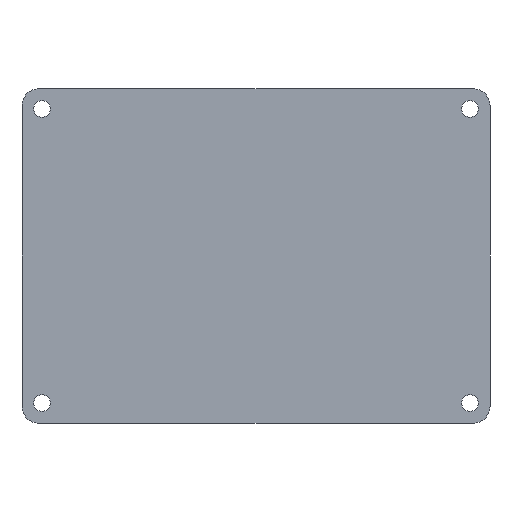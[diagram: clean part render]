
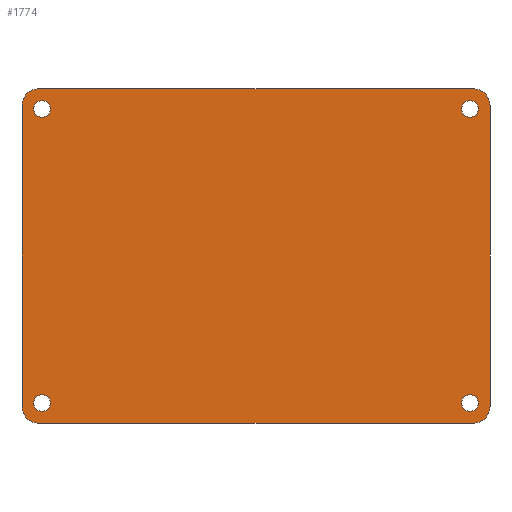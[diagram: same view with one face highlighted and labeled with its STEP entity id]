
A CAD part, front view. The second image highlights one B-rep face of the part: STEP entity #1774.
In plain terms, the highlighted planar face has unit normal (0, -1, 0).
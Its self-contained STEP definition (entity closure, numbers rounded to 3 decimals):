
#31=CIRCLE('',#1886,1.25);
#32=CIRCLE('',#1888,1.25);
#33=CIRCLE('',#1890,1.25);
#34=CIRCLE('',#1892,1.25);
#35=CIRCLE('',#1894,2.5);
#36=CIRCLE('',#1897,2.5);
#37=CIRCLE('',#1898,2.5);
#38=CIRCLE('',#1899,2.5);
#55=FACE_BOUND('',#260,.T.);
#56=FACE_BOUND('',#261,.T.);
#57=FACE_BOUND('',#262,.T.);
#58=FACE_BOUND('',#263,.T.);
#148=FACE_OUTER_BOUND('',#259,.T.);
#259=EDGE_LOOP('',(#1555,#1556,#1557,#1558,#1559,#1560,#1561,#1562));
#260=EDGE_LOOP('',(#1563));
#261=EDGE_LOOP('',(#1564));
#262=EDGE_LOOP('',(#1565));
#263=EDGE_LOOP('',(#1566));
#485=LINE('',#2825,#709);
#487=LINE('',#2829,#711);
#488=LINE('',#2833,#712);
#489=LINE('',#2837,#713);
#709=VECTOR('',#2324,10.);
#711=VECTOR('',#2328,10.);
#712=VECTOR('',#2331,10.);
#713=VECTOR('',#2334,10.);
#867=VERTEX_POINT('',#2802);
#868=VERTEX_POINT('',#2806);
#869=VERTEX_POINT('',#2810);
#870=VERTEX_POINT('',#2814);
#871=VERTEX_POINT('',#2818);
#872=VERTEX_POINT('',#2820);
#873=VERTEX_POINT('',#2824);
#874=VERTEX_POINT('',#2828);
#875=VERTEX_POINT('',#2830);
#876=VERTEX_POINT('',#2832);
#877=VERTEX_POINT('',#2834);
#878=VERTEX_POINT('',#2836);
#1096=EDGE_CURVE('',#867,#867,#31,.T.);
#1098=EDGE_CURVE('',#868,#868,#32,.T.);
#1100=EDGE_CURVE('',#869,#869,#33,.T.);
#1102=EDGE_CURVE('',#870,#870,#34,.T.);
#1104=EDGE_CURVE('',#871,#872,#35,.T.);
#1106=EDGE_CURVE('',#873,#872,#485,.T.);
#1108=EDGE_CURVE('',#871,#874,#487,.T.);
#1109=EDGE_CURVE('',#875,#874,#36,.T.);
#1110=EDGE_CURVE('',#875,#876,#488,.T.);
#1111=EDGE_CURVE('',#877,#876,#37,.T.);
#1112=EDGE_CURVE('',#877,#878,#489,.T.);
#1113=EDGE_CURVE('',#873,#878,#38,.T.);
#1555=ORIENTED_EDGE('',*,*,#1104,.F.);
#1556=ORIENTED_EDGE('',*,*,#1108,.T.);
#1557=ORIENTED_EDGE('',*,*,#1109,.F.);
#1558=ORIENTED_EDGE('',*,*,#1110,.T.);
#1559=ORIENTED_EDGE('',*,*,#1111,.F.);
#1560=ORIENTED_EDGE('',*,*,#1112,.T.);
#1561=ORIENTED_EDGE('',*,*,#1113,.F.);
#1562=ORIENTED_EDGE('',*,*,#1106,.T.);
#1563=ORIENTED_EDGE('',*,*,#1096,.T.);
#1564=ORIENTED_EDGE('',*,*,#1098,.T.);
#1565=ORIENTED_EDGE('',*,*,#1100,.T.);
#1566=ORIENTED_EDGE('',*,*,#1102,.T.);
#1682=PLANE('',#1896);
#1774=ADVANCED_FACE('',(#148,#55,#56,#57,#58),#1682,.F.);
#1886=AXIS2_PLACEMENT_3D('',#2804,#2299,#2300);
#1888=AXIS2_PLACEMENT_3D('',#2808,#2304,#2305);
#1890=AXIS2_PLACEMENT_3D('',#2812,#2309,#2310);
#1892=AXIS2_PLACEMENT_3D('',#2816,#2314,#2315);
#1894=AXIS2_PLACEMENT_3D('',#2821,#2319,#2320);
#1896=AXIS2_PLACEMENT_3D('',#2827,#2326,#2327);
#1897=AXIS2_PLACEMENT_3D('',#2831,#2329,#2330);
#1898=AXIS2_PLACEMENT_3D('',#2835,#2332,#2333);
#1899=AXIS2_PLACEMENT_3D('',#2838,#2335,#2336);
#2299=DIRECTION('center_axis',(0.,1.,0.));
#2300=DIRECTION('ref_axis',(0.,0.,1.));
#2304=DIRECTION('center_axis',(0.,1.,0.));
#2305=DIRECTION('ref_axis',(0.,0.,1.));
#2309=DIRECTION('center_axis',(0.,1.,0.));
#2310=DIRECTION('ref_axis',(0.,0.,1.));
#2314=DIRECTION('center_axis',(0.,1.,0.));
#2315=DIRECTION('ref_axis',(0.,0.,1.));
#2319=DIRECTION('center_axis',(0.,1.,0.));
#2320=DIRECTION('ref_axis',(-0.707,0.,0.707));
#2324=DIRECTION('',(-1.,0.,0.));
#2326=DIRECTION('center_axis',(0.,1.,0.));
#2327=DIRECTION('ref_axis',(1.,0.,0.));
#2328=DIRECTION('',(0.,0.,-1.));
#2329=DIRECTION('center_axis',(0.,1.,0.));
#2330=DIRECTION('ref_axis',(-0.707,0.,-0.707));
#2331=DIRECTION('',(1.,0.,0.));
#2332=DIRECTION('center_axis',(0.,1.,0.));
#2333=DIRECTION('ref_axis',(0.707,0.,-0.707));
#2334=DIRECTION('',(0.,0.,1.));
#2335=DIRECTION('center_axis',(0.,1.,0.));
#2336=DIRECTION('ref_axis',(0.707,0.,0.707));
#2802=CARTESIAN_POINT('',(32.,0.,20.75));
#2804=CARTESIAN_POINT('Origin',(32.,0.,22.));
#2806=CARTESIAN_POINT('',(-32.,0.,-23.25));
#2808=CARTESIAN_POINT('Origin',(-32.,0.,-22.));
#2810=CARTESIAN_POINT('',(32.,0.,-23.25));
#2812=CARTESIAN_POINT('Origin',(32.,0.,-22.));
#2814=CARTESIAN_POINT('',(-32.,0.,20.75));
#2816=CARTESIAN_POINT('Origin',(-32.,0.,22.));
#2818=CARTESIAN_POINT('',(-35.,0.,22.5));
#2820=CARTESIAN_POINT('',(-32.5,0.,25.));
#2821=CARTESIAN_POINT('Origin',(-32.5,0.,22.5));
#2824=CARTESIAN_POINT('',(32.5,0.,25.));
#2825=CARTESIAN_POINT('',(35.,0.,25.));
#2827=CARTESIAN_POINT('Origin',(0.,0.,0.));
#2828=CARTESIAN_POINT('',(-35.,0.,-22.5));
#2829=CARTESIAN_POINT('',(-35.,0.,25.));
#2830=CARTESIAN_POINT('',(-32.5,0.,-25.));
#2831=CARTESIAN_POINT('Origin',(-32.5,0.,-22.5));
#2832=CARTESIAN_POINT('',(32.5,0.,-25.));
#2833=CARTESIAN_POINT('',(-35.,0.,-25.));
#2834=CARTESIAN_POINT('',(35.,0.,-22.5));
#2835=CARTESIAN_POINT('Origin',(32.5,0.,-22.5));
#2836=CARTESIAN_POINT('',(35.,0.,22.5));
#2837=CARTESIAN_POINT('',(35.,0.,-25.));
#2838=CARTESIAN_POINT('Origin',(32.5,0.,22.5));
